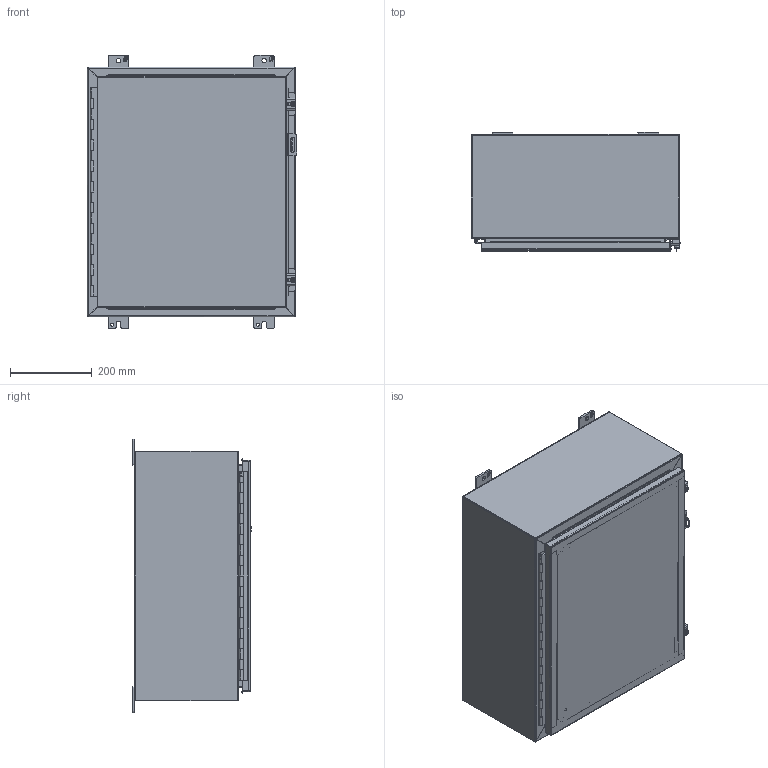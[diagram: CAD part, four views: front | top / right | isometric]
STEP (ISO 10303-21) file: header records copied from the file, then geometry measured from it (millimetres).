
FILE_DESCRIPTION (( 'STEP AP214' ), '1' );
FILE_NAME ('1418E10.STEP', '2019-10-22T18:40:47', ( '' ), ( '' ), 'SwSTEP 2.0', 'SolidWorks 2019', '' );
FILE_SCHEMA (( 'AUTOMOTIVE_DESIGN' ));
Length unit declared in the file: inch
Products named in the file (1): 1418E10
Bounding box: 511.18 x 290.5 x 666.75 mm (x, y, z)
Volume: 3310365.3 mm3; surface area: 3394139.1 mm2
Topology: 38 solids, 38 shells, 1010 faces, 2544 edges, 1633 vertices
Faces by surface type: plane 693, cylinder 263, bspline 40, sphere 8, cone 6
Full cylindrical faces by diameter (mm): 3.175 x1, 4.763 x1, 5.41 x2, 6.198 x2, 6.35 x2, 6.731 x2, 7.137 x2, 7.805 x2, 7.937 x4, 8.382 x4, 9.525 x4, 9.906 x2, 11.113 x4, 11.303 x2, 12.7 x6, 16.51 x4, 25.4 x2
Entity records: 44782 total; most frequent: CARTESIAN_POINT 7976, ORIENTED_EDGE 4948, DIRECTION 4765, EDGE_CURVE 2474, VECTOR 1881, LINE 1881, VERTEX_POINT 1633, AXIS2_PLACEMENT_3D 1442
